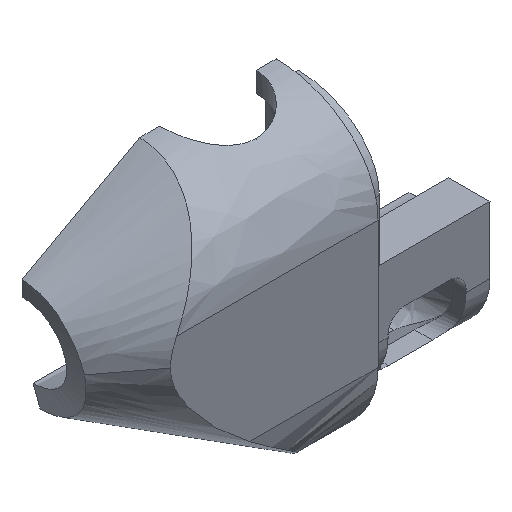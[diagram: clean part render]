
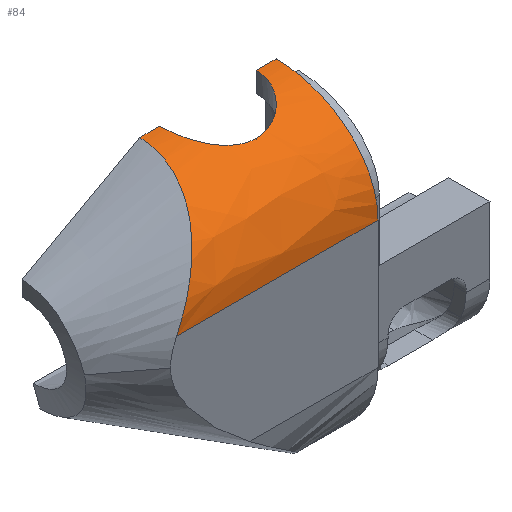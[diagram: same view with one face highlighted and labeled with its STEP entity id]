
A CAD part, isometric view. The second image highlights one B-rep face of the part: STEP entity #84.
In plain terms, the highlighted free-form (B-spline) face has degree [1, 2] with [2, 3] control points.
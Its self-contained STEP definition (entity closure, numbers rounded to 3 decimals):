
#84=ADVANCED_FACE('',(#172),#1531,.T.);
#172=FACE_OUTER_BOUND('',#260,.T.);
#260=EDGE_LOOP('',(#595,#596,#597,#598,#599,#600,#601));
#595=ORIENTED_EDGE('',*,*,#932,.T.);
#596=ORIENTED_EDGE('',*,*,#800,.T.);
#597=ORIENTED_EDGE('',*,*,#918,.F.);
#598=ORIENTED_EDGE('',*,*,#882,.T.);
#599=ORIENTED_EDGE('',*,*,#886,.T.);
#600=ORIENTED_EDGE('',*,*,#969,.T.);
#601=ORIENTED_EDGE('',*,*,#938,.T.);
#800=EDGE_CURVE('',#1297,#1296,#1045,.T.);
#882=EDGE_CURVE('',#1373,#1374,#1072,.T.);
#886=EDGE_CURVE('',#1374,#1366,#1076,.T.);
#918=EDGE_CURVE('',#1373,#1296,#1195,.T.);
#932=EDGE_CURVE('',#1406,#1297,#1207,.T.);
#938=EDGE_CURVE('',#1403,#1406,#1212,.T.);
#969=EDGE_CURVE('',#1366,#1403,#1237,.T.);
#1045=(
BOUNDED_CURVE()
B_SPLINE_CURVE(1,(#4263,#4264),.UNSPECIFIED.,.F.,.F.)
B_SPLINE_CURVE_WITH_KNOTS((2,2),(7.222,8.458),
 .UNSPECIFIED.)
CURVE()
GEOMETRIC_REPRESENTATION_ITEM()
RATIONAL_B_SPLINE_CURVE((1.,1.))
REPRESENTATION_ITEM('')
);
#1072=(
BOUNDED_CURVE()
B_SPLINE_CURVE(1,(#5011,#5012),.UNSPECIFIED.,.F.,.F.)
B_SPLINE_CURVE_WITH_KNOTS((2,2),(-12.489,0.),.UNSPECIFIED.)
CURVE()
GEOMETRIC_REPRESENTATION_ITEM()
RATIONAL_B_SPLINE_CURVE((1.,1.))
REPRESENTATION_ITEM('')
);
#1076=(
BOUNDED_CURVE()
B_SPLINE_CURVE(2,(#5023,#5024,#5025),.UNSPECIFIED.,.F.,.F.)
B_SPLINE_CURVE_WITH_KNOTS((3,3),(-127.771,-111.278),
 .UNSPECIFIED.)
CURVE()
GEOMETRIC_REPRESENTATION_ITEM()
RATIONAL_B_SPLINE_CURVE((1.,0.707,1.))
REPRESENTATION_ITEM('')
);
#1195=B_SPLINE_CURVE_WITH_KNOTS('',3,(#5097,#5098,#5099,#5100,#5101,#5102,
#5103,#5104,#5105,#5106,#5107,#5108,#5109,#5110,#5111,#5112,#5113,#5114,
#5115,#5116,#5117,#5118,#5119),.UNSPECIFIED.,.F.,.F.,(4,1,1,1,1,1,1,1,1,
1,1,1,1,1,1,1,1,1,1,1,4),(-28.187,-27.568,-26.912,
-26.255,-25.599,-24.943,-24.286,
-23.63,-22.973,-22.317,-21.661,
-21.004,-20.348,-19.692,-19.035,
-18.379,-17.722,-17.066,-16.41,
-15.753,-15.097),.UNSPECIFIED.);
#1207=B_SPLINE_CURVE_WITH_KNOTS('',3,(#5282,#5283,#5284,#5285,#5286,#5287,
#5288,#5289,#5290,#5291,#5292),.UNSPECIFIED.,.F.,.F.,(4,2,3,2,4),(8.723,
10.911,13.087,15.262,17.445),
 .UNSPECIFIED.);
#1212=B_SPLINE_CURVE_WITH_KNOTS('',3,(#5304,#5305,#5306,#5307,#5308,#5309,
#5310,#5311,#5312,#5313,#5314),.UNSPECIFIED.,.F.,.F.,(4,2,3,2,4),(0.,
2.183,4.358,6.534,8.723),
 .UNSPECIFIED.);
#1237=B_SPLINE_CURVE_WITH_KNOTS('',1,(#5394,#5395),.UNSPECIFIED.,.F.,.F.,
(2,2),(-2.45,-0.2),.UNSPECIFIED.);
#1296=VERTEX_POINT('',#4072);
#1297=VERTEX_POINT('',#4073);
#1366=VERTEX_POINT('',#4142);
#1373=VERTEX_POINT('',#4149);
#1374=VERTEX_POINT('',#4150);
#1403=VERTEX_POINT('',#4179);
#1406=VERTEX_POINT('',#4182);
#1531=(
BOUNDED_SURFACE()
B_SPLINE_SURFACE(1,2,((#2862,#2863,#2864),(#2865,#2866,#2867)),
 .UNSPECIFIED.,.F.,.F.,.F.)
B_SPLINE_SURFACE_WITH_KNOTS((2,2),(3,3),(0.,33.671),(111.278,
127.771),.UNSPECIFIED.)
GEOMETRIC_REPRESENTATION_ITEM()
RATIONAL_B_SPLINE_SURFACE(((1.,0.707,1.),(1.,0.707,
1.)))
REPRESENTATION_ITEM('')
SURFACE()
);
#2862=CARTESIAN_POINT('',(-2.984,0.,11.05));
#2863=CARTESIAN_POINT('',(-2.984,-11.5,11.05));
#2864=CARTESIAN_POINT('',(-2.984,-11.5,1.05));
#2865=CARTESIAN_POINT('',(-64.291,0.,11.05));
#2866=CARTESIAN_POINT('',(-64.291,-11.5,11.05));
#2867=CARTESIAN_POINT('',(-64.291,-11.5,1.05));
#4072=CARTESIAN_POINT('',(-18.384,0.,11.05));
#4073=CARTESIAN_POINT('',(-16.134,0.,11.05));
#4142=CARTESIAN_POINT('',(-2.984,0.,11.05));
#4149=CARTESIAN_POINT('',(-25.723,-11.5,1.05));
#4150=CARTESIAN_POINT('',(-2.984,-11.5,1.05));
#4179=CARTESIAN_POINT('',(-5.234,0.,11.05));
#4182=CARTESIAN_POINT('',(-10.684,-5.45,9.856));
#4263=CARTESIAN_POINT('',(-16.134,0.,11.05));
#4264=CARTESIAN_POINT('',(-18.384,0.,11.05));
#5011=CARTESIAN_POINT('',(-25.723,-11.5,1.05));
#5012=CARTESIAN_POINT('',(-2.984,-11.5,1.05));
#5023=CARTESIAN_POINT('',(-2.984,-11.5,1.05));
#5024=CARTESIAN_POINT('',(-2.984,-11.5,11.05));
#5025=CARTESIAN_POINT('',(-2.984,0.,11.05));
#5097=CARTESIAN_POINT('',(-25.723,-11.5,1.05));
#5098=CARTESIAN_POINT('',(-25.601,-11.496,1.318));
#5099=CARTESIAN_POINT('',(-25.327,-11.476,1.862));
#5100=CARTESIAN_POINT('',(-24.868,-11.363,2.653));
#5101=CARTESIAN_POINT('',(-24.372,-11.182,3.428));
#5102=CARTESIAN_POINT('',(-23.86,-10.935,4.176));
#5103=CARTESIAN_POINT('',(-23.342,-10.628,4.896));
#5104=CARTESIAN_POINT('',(-22.826,-10.26,5.589));
#5105=CARTESIAN_POINT('',(-22.317,-9.834,6.252));
#5106=CARTESIAN_POINT('',(-21.82,-9.352,6.886));
#5107=CARTESIAN_POINT('',(-21.34,-8.815,7.488));
#5108=CARTESIAN_POINT('',(-20.881,-8.223,8.055));
#5109=CARTESIAN_POINT('',(-20.449,-7.58,8.584));
#5110=CARTESIAN_POINT('',(-20.046,-6.886,9.072));
#5111=CARTESIAN_POINT('',(-19.678,-6.145,9.515));
#5112=CARTESIAN_POINT('',(-19.347,-5.36,9.909));
#5113=CARTESIAN_POINT('',(-19.059,-4.534,10.252));
#5114=CARTESIAN_POINT('',(-18.818,-3.673,10.538));
#5115=CARTESIAN_POINT('',(-18.626,-2.782,10.765));
#5116=CARTESIAN_POINT('',(-18.487,-1.868,10.929));
#5117=CARTESIAN_POINT('',(-18.403,-0.938,11.028));
#5118=CARTESIAN_POINT('',(-18.384,-0.313,11.05));
#5119=CARTESIAN_POINT('',(-18.384,0.,11.05));
#5282=CARTESIAN_POINT('',(-10.684,-5.45,9.856));
#5283=CARTESIAN_POINT('',(-11.412,-5.45,9.856));
#5284=CARTESIAN_POINT('',(-12.124,-5.305,9.927));
#5285=CARTESIAN_POINT('',(-13.444,-4.753,10.16));
#5286=CARTESIAN_POINT('',(-14.039,-4.353,10.318));
#5287=CARTESIAN_POINT('',(-14.538,-3.854,10.472));
#5288=CARTESIAN_POINT('',(-15.037,-3.355,10.626));
#5289=CARTESIAN_POINT('',(-15.437,-2.761,10.775));
#5290=CARTESIAN_POINT('',(-15.989,-1.439,10.989));
#5291=CARTESIAN_POINT('',(-16.134,-0.726,11.05));
#5292=CARTESIAN_POINT('',(-16.134,0.,11.05));
#5304=CARTESIAN_POINT('',(-5.234,0.,11.05));
#5305=CARTESIAN_POINT('',(-5.234,-0.726,11.05));
#5306=CARTESIAN_POINT('',(-5.378,-1.439,10.989));
#5307=CARTESIAN_POINT('',(-5.931,-2.761,10.775));
#5308=CARTESIAN_POINT('',(-6.331,-3.355,10.626));
#5309=CARTESIAN_POINT('',(-6.83,-3.854,10.472));
#5310=CARTESIAN_POINT('',(-7.329,-4.353,10.318));
#5311=CARTESIAN_POINT('',(-7.923,-4.753,10.16));
#5312=CARTESIAN_POINT('',(-9.244,-5.305,9.927));
#5313=CARTESIAN_POINT('',(-9.956,-5.45,9.856));
#5314=CARTESIAN_POINT('',(-10.684,-5.45,9.856));
#5394=CARTESIAN_POINT('',(-2.984,0.,11.05));
#5395=CARTESIAN_POINT('',(-5.234,0.,11.05));
